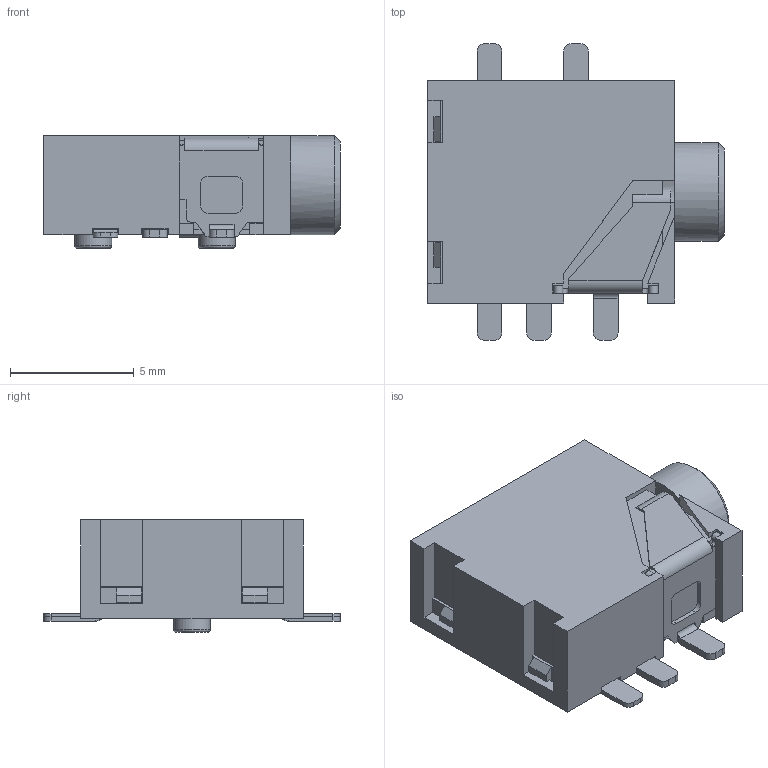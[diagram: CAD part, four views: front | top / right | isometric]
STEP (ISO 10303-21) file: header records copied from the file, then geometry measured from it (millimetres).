
FILE_DESCRIPTION(/* description */ (''),/* implementation_level */ '2;1');
FILE_NAME(/* name */ 'CUI - SJ1-2515-SMT.step',/* time_stamp */ '2020-04-02T14:46:40+01:00',/* author */ (''),/* organization */ (''),/* preprocessor_version */ 'ST-DEVELOPER v18',/* originating_system */ 'Autodesk Translation Framework v8.12.0.6',/* authorisation */ '');
FILE_SCHEMA (('AUTOMOTIVE_DESIGN { 1 0 10303 214 3 1 1 }'));
Length unit declared in the file: millimetre
Products named in the file (1): CUI - SJ1-2515-SMT-TR
Bounding box: 12 x 12 x 4.55 mm (x, y, z)
Volume: 314.1 mm3; surface area: 553.4 mm2
Topology: 1 solids, 2 shells, 283 faces, 808 edges, 533 vertices
Faces by surface type: plane 234, cylinder 45, cone 2, torus 2
Full cylindrical faces by diameter (mm): 1.5 x2, 2.6 x1, 4 x1
Entity records: 9376 total; most frequent: CARTESIAN_POINT 1714, ORIENTED_EDGE 1616, DIRECTION 1501, EDGE_CURVE 808, LINE 675, VECTOR 675, VERTEX_POINT 533, AXIS2_PLACEMENT_3D 413
